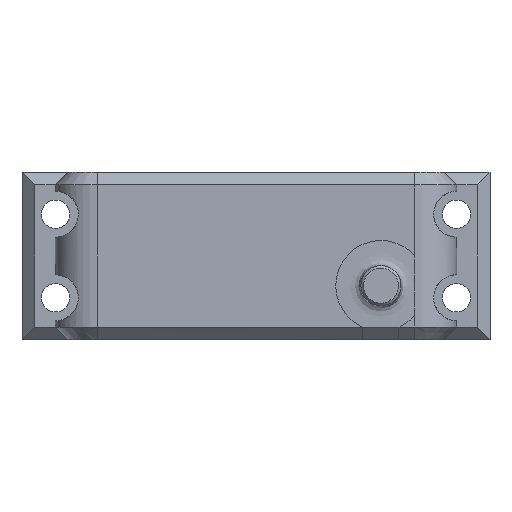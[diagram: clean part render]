
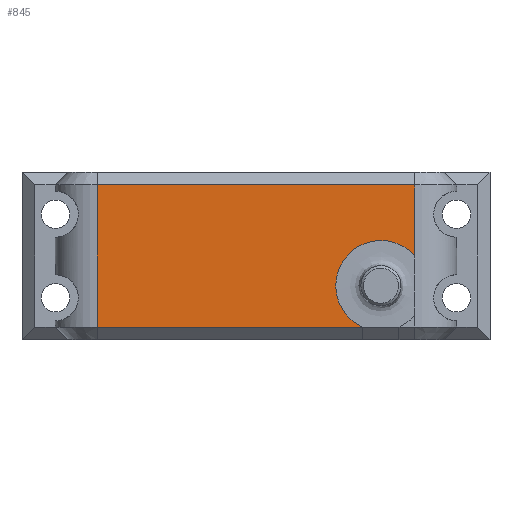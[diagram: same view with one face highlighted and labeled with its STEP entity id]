
A CAD part, front view. The second image highlights one B-rep face of the part: STEP entity #845.
In plain terms, the highlighted planar face has unit normal (0, -1, 0).
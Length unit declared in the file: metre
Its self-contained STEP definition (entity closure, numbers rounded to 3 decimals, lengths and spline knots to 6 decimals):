
#62=B_SPLINE_CURVE_WITH_KNOTS('',3,(#1290,#1291,#1292,#1293,#1294,#1295,
#1296,#1297,#1298,#1299,#1300),.UNSPECIFIED.,.F.,.F.,(4,1,1,1,1,1,1,1,4),
(0.865116,0.93632,1.007525,1.078729,1.149933,
1.221137,1.292342,1.363546,1.43475),
 .UNSPECIFIED.);
#109=ORIENTED_EDGE('',*,*,#345,.F.);
#110=ORIENTED_EDGE('',*,*,#346,.F.);
#111=ORIENTED_EDGE('',*,*,#347,.F.);
#112=ORIENTED_EDGE('',*,*,#348,.F.);
#113=ORIENTED_EDGE('',*,*,#349,.F.);
#345=EDGE_CURVE('',#462,#463,#535,.F.);
#346=EDGE_CURVE('',#464,#462,#536,.T.);
#347=EDGE_CURVE('',#465,#464,#62,.T.);
#348=EDGE_CURVE('',#466,#465,#537,.T.);
#349=EDGE_CURVE('',#463,#466,#538,.T.);
#462=VERTEX_POINT('',#1286);
#463=VERTEX_POINT('',#1287);
#464=VERTEX_POINT('',#1289);
#465=VERTEX_POINT('',#1301);
#466=VERTEX_POINT('',#1303);
#535=LINE('',#1285,#620);
#536=LINE('',#1288,#621);
#537=LINE('',#1302,#622);
#538=LINE('',#1304,#623);
#620=VECTOR('',#1025,1.);
#621=VECTOR('',#1026,1.);
#622=VECTOR('',#1027,1.);
#623=VECTOR('',#1028,1.);
#680=EDGE_LOOP('',(#109,#110,#111,#112,#113));
#746=FACE_BOUND('',#680,.T.);
#812=PLANE('',#913);
#845=ADVANCED_FACE('',(#746),#812,.T.);
#913=AXIS2_PLACEMENT_3D('',#1284,#1023,#1024);
#1023=DIRECTION('',(0.,-1.,0.));
#1024=DIRECTION('',(-1.,0.,0.));
#1025=DIRECTION('',(0.,0.,-1.));
#1026=DIRECTION('',(-1.,0.,0.));
#1027=DIRECTION('',(0.,0.,-1.));
#1028=DIRECTION('',(1.,0.,0.));
#1284=CARTESIAN_POINT('',(-0.01,-0.0568,0.));
#1285=CARTESIAN_POINT('',(-0.029,-0.0568,0.00225));
#1286=CARTESIAN_POINT('',(-0.029,-0.0568,-0.0085));
#1287=CARTESIAN_POINT('',(-0.029,-0.0568,0.0085));
#1288=CARTESIAN_POINT('',(-0.01,-0.0568,-0.0085));
#1289=CARTESIAN_POINT('',(0.002797,-0.0568,-0.008502));
#1290=CARTESIAN_POINT('',(0.009,-0.0568,0.000022));
#1291=CARTESIAN_POINT('',(0.008465,-0.0568,0.000627));
#1292=CARTESIAN_POINT('',(0.007127,-0.0568,0.001592));
#1293=CARTESIAN_POINT('',(0.004683,-0.0568,0.002027));
#1294=CARTESIAN_POINT('',(0.002297,-0.0568,0.001363));
#1295=CARTESIAN_POINT('',(0.000433,-0.0568,-0.000267));
#1296=CARTESIAN_POINT('',(-0.000542,-0.0568,-0.002542));
#1297=CARTESIAN_POINT('',(-0.000439,-0.0568,-0.005015));
#1298=CARTESIAN_POINT('',(0.000729,-0.0568,-0.007203));
#1299=CARTESIAN_POINT('',(0.00205,-0.0568,-0.008178));
#1300=CARTESIAN_POINT('',(0.002797,-0.0568,-0.008502));
#1301=CARTESIAN_POINT('',(0.009,-0.0568,0.000022));
#1302=CARTESIAN_POINT('',(0.009,-0.0568,0.));
#1303=CARTESIAN_POINT('',(0.009,-0.0568,0.0085));
#1304=CARTESIAN_POINT('',(0.009,-0.0568,0.0085));
